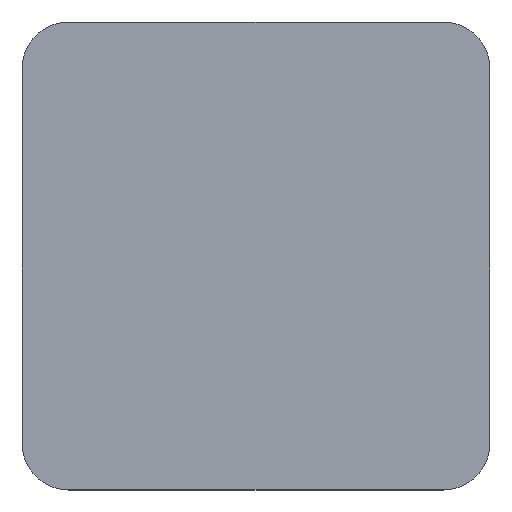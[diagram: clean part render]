
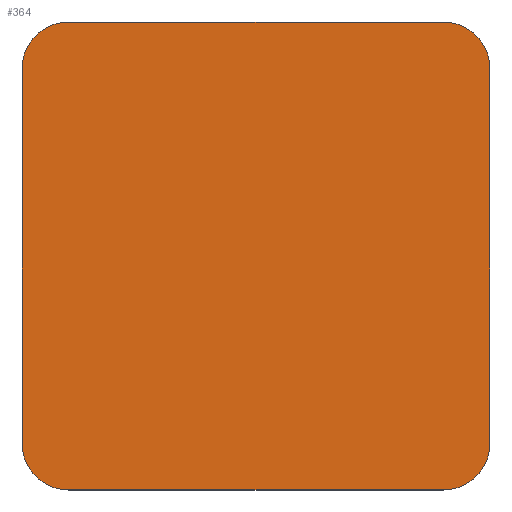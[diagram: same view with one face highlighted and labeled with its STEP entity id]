
A CAD part, top view. The second image highlights one B-rep face of the part: STEP entity #364.
In plain terms, the highlighted planar face has unit normal (0, 0, 1).
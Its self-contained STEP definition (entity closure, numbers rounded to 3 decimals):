
#99 = VERTEX_POINT('',#100);
#100 = CARTESIAN_POINT('',(-12.5,-10.,0.));
#106 = EDGE_CURVE('',#99,#107,#109,.T.);
#107 = VERTEX_POINT('',#108);
#108 = CARTESIAN_POINT('',(-12.5,10.,0.));
#109 = LINE('',#110,#111);
#110 = CARTESIAN_POINT('',(-12.5,-10.,0.));
#111 = VECTOR('',#112,1.);
#112 = DIRECTION('',(0.,1.,0.));
#137 = EDGE_CURVE('',#107,#138,#140,.T.);
#138 = VERTEX_POINT('',#139);
#139 = CARTESIAN_POINT('',(-10.,12.5,0.));
#140 = CIRCLE('',#141,2.499);
#141 = AXIS2_PLACEMENT_3D('',#142,#143,#144);
#142 = CARTESIAN_POINT('',(-10.001,10.001,0.));
#143 = DIRECTION('',(0.,0.,-1.));
#144 = DIRECTION('',(-1.,0.,0.));
#170 = EDGE_CURVE('',#138,#171,#173,.T.);
#171 = VERTEX_POINT('',#172);
#172 = CARTESIAN_POINT('',(10.,12.5,0.));
#173 = LINE('',#174,#175);
#174 = CARTESIAN_POINT('',(-10.,12.5,0.));
#175 = VECTOR('',#176,1.);
#176 = DIRECTION('',(1.,0.,0.));
#201 = EDGE_CURVE('',#171,#202,#204,.T.);
#202 = VERTEX_POINT('',#203);
#203 = CARTESIAN_POINT('',(12.5,10.,0.));
#204 = CIRCLE('',#205,2.499);
#205 = AXIS2_PLACEMENT_3D('',#206,#207,#208);
#206 = CARTESIAN_POINT('',(10.001,10.001,0.));
#207 = DIRECTION('',(0.,0.,-1.));
#208 = DIRECTION('',(0.,1.,0.));
#234 = EDGE_CURVE('',#202,#235,#237,.T.);
#235 = VERTEX_POINT('',#236);
#236 = CARTESIAN_POINT('',(12.5,-10.,0.));
#237 = LINE('',#238,#239);
#238 = CARTESIAN_POINT('',(12.5,10.,0.));
#239 = VECTOR('',#240,1.);
#240 = DIRECTION('',(0.,-1.,0.));
#265 = EDGE_CURVE('',#235,#266,#268,.T.);
#266 = VERTEX_POINT('',#267);
#267 = CARTESIAN_POINT('',(10.,-12.5,0.));
#268 = CIRCLE('',#269,2.499);
#269 = AXIS2_PLACEMENT_3D('',#270,#271,#272);
#270 = CARTESIAN_POINT('',(10.001,-10.001,0.));
#271 = DIRECTION('',(0.,0.,-1.));
#272 = DIRECTION('',(1.,0.,0.));
#298 = EDGE_CURVE('',#266,#299,#301,.T.);
#299 = VERTEX_POINT('',#300);
#300 = CARTESIAN_POINT('',(-10.,-12.5,0.));
#301 = LINE('',#302,#303);
#302 = CARTESIAN_POINT('',(10.,-12.5,0.));
#303 = VECTOR('',#304,1.);
#304 = DIRECTION('',(-1.,0.,0.));
#329 = EDGE_CURVE('',#299,#99,#330,.T.);
#330 = CIRCLE('',#331,2.499);
#331 = AXIS2_PLACEMENT_3D('',#332,#333,#334);
#332 = CARTESIAN_POINT('',(-10.001,-10.001,0.));
#333 = DIRECTION('',(0.,0.,-1.));
#334 = DIRECTION('',(0.,-1.,0.));
#364 = ADVANCED_FACE('',(#365),#375,.T.);
#365 = FACE_BOUND('',#366,.F.);
#366 = EDGE_LOOP('',(#367,#368,#369,#370,#371,#372,#373,#374));
#367 = ORIENTED_EDGE('',*,*,#106,.T.);
#368 = ORIENTED_EDGE('',*,*,#137,.T.);
#369 = ORIENTED_EDGE('',*,*,#170,.T.);
#370 = ORIENTED_EDGE('',*,*,#201,.T.);
#371 = ORIENTED_EDGE('',*,*,#234,.T.);
#372 = ORIENTED_EDGE('',*,*,#265,.T.);
#373 = ORIENTED_EDGE('',*,*,#298,.T.);
#374 = ORIENTED_EDGE('',*,*,#329,.T.);
#375 = PLANE('',#376);
#376 = AXIS2_PLACEMENT_3D('',#377,#378,#379);
#377 = CARTESIAN_POINT('',(-12.5,-10.,0.));
#378 = DIRECTION('',(0.,0.,1.));
#379 = DIRECTION('',(1.,0.,0.));
